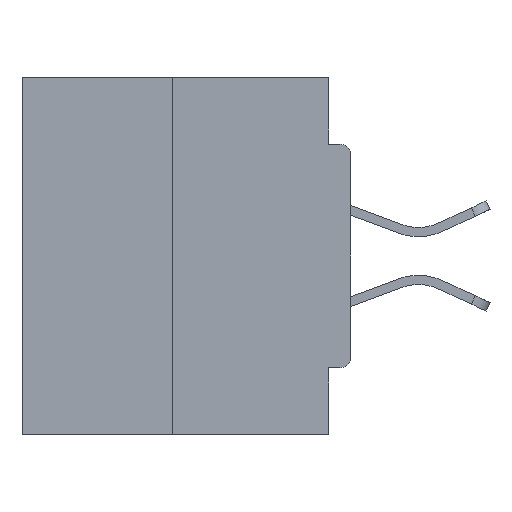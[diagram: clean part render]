
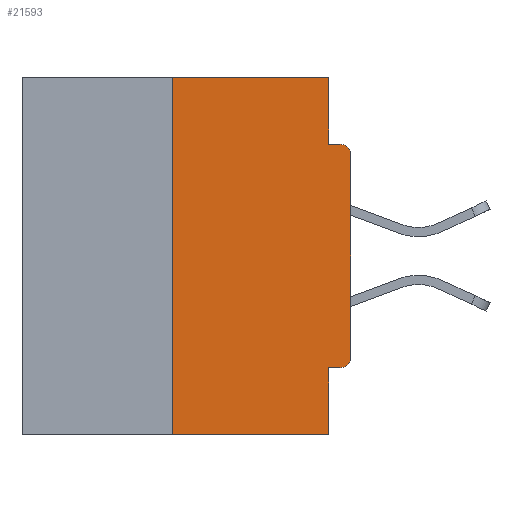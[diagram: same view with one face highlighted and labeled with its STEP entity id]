
A CAD part, left-side view. The second image highlights one B-rep face of the part: STEP entity #21593.
In plain terms, the highlighted planar face has unit normal (-1, 0, 0).
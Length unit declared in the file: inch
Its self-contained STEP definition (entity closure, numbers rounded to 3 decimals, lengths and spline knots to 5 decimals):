
#507 = CARTESIAN_POINT ( 'NONE',  ( 0., 0.031, -0.5 ) ) ;
#1323 = CARTESIAN_POINT ( 'NONE',  ( 0., 0.031, -0.5 ) ) ;
#2184 = LINE ( 'NONE', #24765, #23196 ) ;
#2697 = CARTESIAN_POINT ( 'NONE',  ( 0., 0.031, 0. ) ) ;
#3006 = CARTESIAN_POINT ( 'NONE',  ( 0., 0., -0.4065 ) ) ;
#3715 = ORIENTED_EDGE ( 'NONE', *, *, #13967, .F. ) ;
#4314 = VERTEX_POINT ( 'NONE', #13636 ) ;
#4511 = VERTEX_POINT ( 'NONE', #25384 ) ;
#4755 = CARTESIAN_POINT ( 'NONE',  ( 0., 0., -0.3915 ) ) ;
#5069 = EDGE_LOOP ( 'NONE', ( #15420, #24436, #18722, #3715, #9577, #23371, #10383, #14965, #14321, #18981 ) ) ;
#5471 = EDGE_CURVE ( 'NONE', #16568, #23401, #25741, .T. ) ;
#5649 = CIRCLE ( 'NONE', #31325, 0.015 ) ;
#6012 = VECTOR ( 'NONE', #10572, 39.37008 ) ;
#6141 = DIRECTION ( 'NONE',  ( 0., 0., -1. ) ) ;
#6167 = VERTEX_POINT ( 'NONE', #29265 ) ;
#7097 = VECTOR ( 'NONE', #20874, 39.37008 ) ;
#7741 = VECTOR ( 'NONE', #9877, 39.37008 ) ;
#7777 = EDGE_CURVE ( 'NONE', #23401, #4511, #2184, .T. ) ;
#7788 = PLANE ( 'NONE',  #10991 ) ;
#8416 = CARTESIAN_POINT ( 'NONE',  ( 0., 0.015, -0.0935 ) ) ;
#8532 = CARTESIAN_POINT ( 'NONE',  ( 0., 0.46, -0.5 ) ) ;
#8593 = EDGE_CURVE ( 'NONE', #6167, #16560, #19858, .T. ) ;
#8833 = DIRECTION ( 'NONE',  ( 0., -1., 0. ) ) ;
#9577 = ORIENTED_EDGE ( 'NONE', *, *, #27208, .F. ) ;
#9877 = DIRECTION ( 'NONE',  ( 0., -1., 0. ) ) ;
#10124 = LINE ( 'NONE', #24199, #23106 ) ;
#10383 = ORIENTED_EDGE ( 'NONE', *, *, #7777, .T. ) ;
#10401 = EDGE_CURVE ( 'NONE', #16560, #4314, #15962, .T. ) ;
#10572 = DIRECTION ( 'NONE',  ( 0., 0., -1. ) ) ;
#10991 = AXIS2_PLACEMENT_3D ( 'NONE', #12833, #28607, #26011 ) ;
#11596 = CARTESIAN_POINT ( 'NONE',  ( 0., 0.25, -0.5 ) ) ;
#11719 = CARTESIAN_POINT ( 'NONE',  ( 0., 0., -0.0935 ) ) ;
#12833 = CARTESIAN_POINT ( 'NONE',  ( 0., 0.46, 0. ) ) ;
#13415 = EDGE_CURVE ( 'NONE', #4314, #29780, #29523, .T. ) ;
#13636 = CARTESIAN_POINT ( 'NONE',  ( 0., 0.031, -0.0935 ) ) ;
#13753 = FACE_OUTER_BOUND ( 'NONE', #5069, .T. ) ;
#13967 = EDGE_CURVE ( 'NONE', #31174, #25987, #19736, .T. ) ;
#14321 = ORIENTED_EDGE ( 'NONE', *, *, #13415, .F. ) ;
#14940 = CARTESIAN_POINT ( 'NONE',  ( 0., 0.46, 0. ) ) ;
#14965 = ORIENTED_EDGE ( 'NONE', *, *, #30369, .T. ) ;
#15420 = ORIENTED_EDGE ( 'NONE', *, *, #8593, .F. ) ;
#15962 = LINE ( 'NONE', #2697, #7097 ) ;
#16560 = VERTEX_POINT ( 'NONE', #18001 ) ;
#16568 = VERTEX_POINT ( 'NONE', #22921 ) ;
#18001 = CARTESIAN_POINT ( 'NONE',  ( 0., 0.031, 0. ) ) ;
#18722 = ORIENTED_EDGE ( 'NONE', *, *, #28750, .T. ) ;
#18981 = ORIENTED_EDGE ( 'NONE', *, *, #10401, .F. ) ;
#19736 = LINE ( 'NONE', #507, #6012 ) ;
#19858 = LINE ( 'NONE', #14940, #7741 ) ;
#20614 = LINE ( 'NONE', #3006, #31124 ) ;
#20621 = DIRECTION ( 'NONE',  ( 0., 1., 0. ) ) ;
#20874 = DIRECTION ( 'NONE',  ( 0., 0., -1. ) ) ;
#21593 = ADVANCED_FACE ( 'NONE', ( #13753 ), #7788, .F. ) ;
#22585 = DIRECTION ( 'NONE',  ( -1., 0., 0. ) ) ;
#22807 = DIRECTION ( 'NONE',  ( 0., 0., -1. ) ) ;
#22921 = CARTESIAN_POINT ( 'NONE',  ( 0., 0.015, -0.4065 ) ) ;
#23106 = VECTOR ( 'NONE', #31870, 39.37008 ) ;
#23196 = VECTOR ( 'NONE', #24984, 39.37008 ) ;
#23371 = ORIENTED_EDGE ( 'NONE', *, *, #5471, .T. ) ;
#23401 = VERTEX_POINT ( 'NONE', #4755 ) ;
#23949 = LINE ( 'NONE', #8532, #24775 ) ;
#24199 = CARTESIAN_POINT ( 'NONE',  ( 0., 0.25, 0. ) ) ;
#24436 = ORIENTED_EDGE ( 'NONE', *, *, #28403, .F. ) ;
#24765 = CARTESIAN_POINT ( 'NONE',  ( 0., 0., 0. ) ) ;
#24775 = VECTOR ( 'NONE', #31615, 39.37008 ) ;
#24984 = DIRECTION ( 'NONE',  ( 0., 0., 1. ) ) ;
#25384 = CARTESIAN_POINT ( 'NONE',  ( 0., 0., -0.1085 ) ) ;
#25741 = CIRCLE ( 'NONE', #29114, 0.015 ) ;
#25987 = VERTEX_POINT ( 'NONE', #1323 ) ;
#26002 = VERTEX_POINT ( 'NONE', #11596 ) ;
#26011 = DIRECTION ( 'NONE',  ( 0., 0., -1. ) ) ;
#27208 = EDGE_CURVE ( 'NONE', #16568, #31174, #20614, .T. ) ;
#28403 = EDGE_CURVE ( 'NONE', #26002, #6167, #10124, .T. ) ;
#28607 = DIRECTION ( 'NONE',  ( 1., 0., 0. ) ) ;
#28750 = EDGE_CURVE ( 'NONE', #26002, #25987, #23949, .T. ) ;
#29114 = AXIS2_PLACEMENT_3D ( 'NONE', #30682, #22585, #22807 ) ;
#29265 = CARTESIAN_POINT ( 'NONE',  ( 0., 0.25, 0. ) ) ;
#29428 = CARTESIAN_POINT ( 'NONE',  ( 0., 0.015, -0.1085 ) ) ;
#29523 = LINE ( 'NONE', #11719, #32343 ) ;
#29780 = VERTEX_POINT ( 'NONE', #8416 ) ;
#30369 = EDGE_CURVE ( 'NONE', #4511, #29780, #5649, .T. ) ;
#30601 = CARTESIAN_POINT ( 'NONE',  ( 0., 0.031, -0.4065 ) ) ;
#30682 = CARTESIAN_POINT ( 'NONE',  ( 0., 0.015, -0.3915 ) ) ;
#31124 = VECTOR ( 'NONE', #20621, 39.37008 ) ;
#31174 = VERTEX_POINT ( 'NONE', #30601 ) ;
#31325 = AXIS2_PLACEMENT_3D ( 'NONE', #29428, #32018, #6141 ) ;
#31615 = DIRECTION ( 'NONE',  ( 0., -1., 0. ) ) ;
#31870 = DIRECTION ( 'NONE',  ( 0., 0., 1. ) ) ;
#32018 = DIRECTION ( 'NONE',  ( -1., 0., 0. ) ) ;
#32343 = VECTOR ( 'NONE', #8833, 39.37008 ) ;
